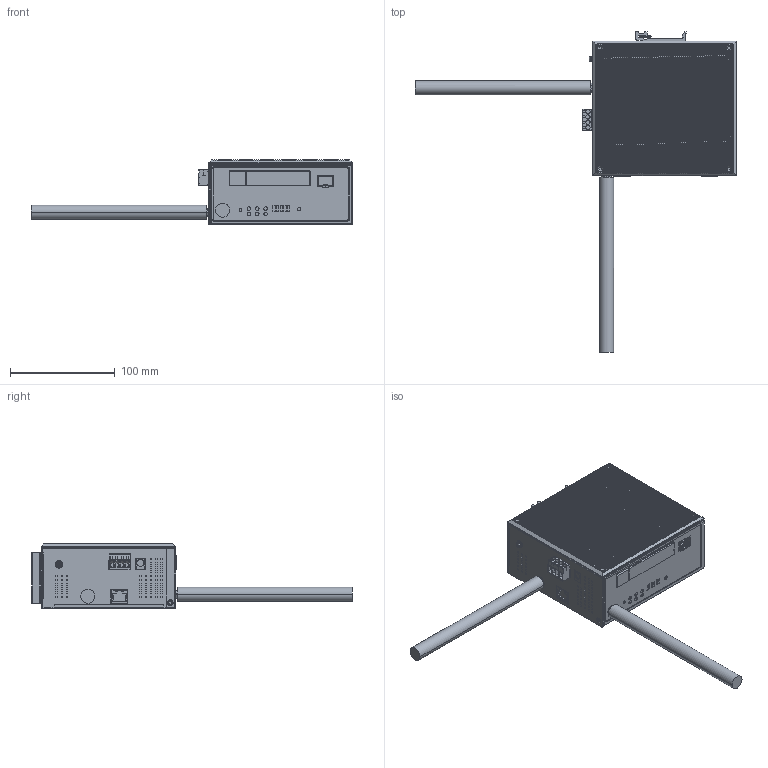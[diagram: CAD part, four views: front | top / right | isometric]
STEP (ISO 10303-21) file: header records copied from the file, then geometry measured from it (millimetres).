
FILE_DESCRIPTION((''),'2;1');
FILE_NAME('ASM_XAP3000DG_S_ASM','2022-10-11T',('wenjing'),(''),'PRO/ENGINEER BY PARAMETRIC TECHNOLOGY CORPORATION, 2013230','PRO/ENGINEER BY PARAMETRIC TECHNOLOGY CORPORATION, 2013230','');
FILE_SCHEMA(('CONFIG_CONTROL_DESIGN'));
Length unit declared in the file: millimetre
Products named in the file (27): SFP-C-H8_95_1_1; JP-0104-5-SR-H8_5_1_1; DCJ2-DR-14_3X9X10_9_1_1; RJ45-M1_02-DRG-L-H13_4-2_1_1; RJ45-1X4-M1_02-DRG-L-H13_4-2_1_; PCB_B_ASM_2_ASM_1_ASM; MANIFOLD_SOLID_BREP_203625_1; BTM01_45_ASM_1_ASM; MANIFOLD_SOLID_BREP_220299_1; TOP01_40_ASM_1_ASM; GAIBAN01_7_1; DAOGUIKAKOU_30_1; ZUHELUODING_7_1; MANIFOLD_SOLID_BREP_256089_1; MANIFOLD_SOLID_BREP_256239_1; MANIFOLD_SOLID_BREP_256389_1; DUANZITAI_MUZUO_7_ASM_1_ASM; MANIFOLD_SOLID_BREP_3118_6_1229; NUT_1229_1_3_1_1_1; SPACER_1229_1_3_1_1_1; TX_C2600_141229_ASM_1_ASM_1_ASM_ASM; PCB_1_1_1; TX_C2600_141229_ASM_1_ASM_ASM_1_ASM; RJ45-1_27-DRG-H13_5_1_1; ASM_ASM_12_ASM_1_ASM; ASM_XAP3000DG_ASM_1_ASM; ASM_XAP3000DG_S_ASM
Assembly tree (27 placements, depth 6):
  ASM_XAP3000DG_S_ASM
    ASM_XAP3000DG_ASM_1_ASM
      ASM_ASM_12_ASM_1_ASM
        PCB_B_ASM_2_ASM_1_ASM
          SFP-C-H8_95_1_1
          JP-0104-5-SR-H8_5_1_1
          DCJ2-DR-14_3X9X10_9_1_1
          RJ45-M1_02-DRG-L-H13_4-2_1_1
          RJ45-1X4-M1_02-DRG-L-H13_4-2_1_
        BTM01_45_ASM_1_ASM
          MANIFOLD_SOLID_BREP_203625_1
        TOP01_40_ASM_1_ASM
          MANIFOLD_SOLID_BREP_220299_1
        GAIBAN01_7_1
        DAOGUIKAKOU_30_1
        ZUHELUODING_7_1
        DUANZITAI_MUZUO_7_ASM_1_ASM
          MANIFOLD_SOLID_BREP_256089_1
          MANIFOLD_SOLID_BREP_256239_1
          MANIFOLD_SOLID_BREP_256389_1
        TX_C2600_141229_ASM_1_ASM_ASM_1_ASM  x2
          TX_C2600_141229_ASM_1_ASM_1_ASM_ASM
            MANIFOLD_SOLID_BREP_3118_6_1229
            NUT_1229_1_3_1_1_1
            SPACER_1229_1_3_1_1_1
          PCB_1_1_1
        RJ45-1_27-DRG-H13_5_1_1
Bounding box: 305.91 x 305.3 x 61.7 mm (x, y, z)
Volume: 1061669.6 mm3; surface area: 239662.4 mm2
Topology: 22 solids, 22 shells, 3517 faces, 9960 edges, 6525 vertices
Faces by surface type: plane 2633, cylinder 770, torus 31, cone 28, bspline 23, extrusion 18, sphere 14
Entity records: 113854 total; most frequent: CARTESIAN_POINT 23220, ORIENTED_EDGE 19368, DIRECTION 17189, EDGE_CURVE 9684, VECTOR 7831, LINE 7813, VERTEX_POINT 6349, AXIS2_PLACEMENT_3D 4679
